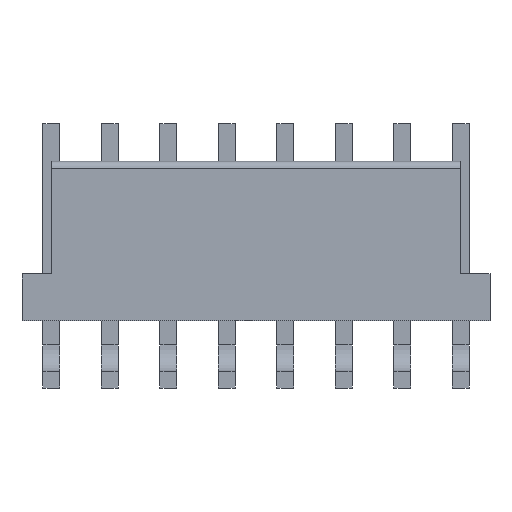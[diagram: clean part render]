
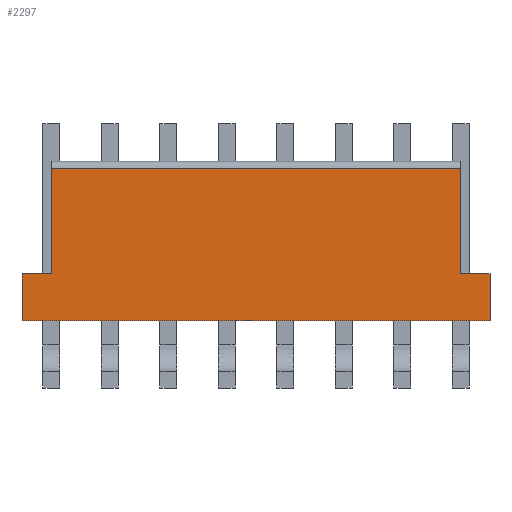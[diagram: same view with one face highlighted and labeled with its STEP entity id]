
A CAD part, front view. The second image highlights one B-rep face of the part: STEP entity #2297.
In plain terms, the highlighted planar face has unit normal (0, -1, 0).
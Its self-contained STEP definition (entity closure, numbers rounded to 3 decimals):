
#97=DIRECTION('',(0.,0.,-1.));
#98=VECTOR('',#97,3.175);
#99=CARTESIAN_POINT('',(-15.85,-4.585,0.));
#100=LINE('',#99,#98);
#297=DIRECTION('',(1.,0.,0.));
#298=VECTOR('',#297,31.699);
#299=CARTESIAN_POINT('',(-15.85,-4.585,-3.175));
#300=LINE('',#299,#298);
#301=DIRECTION('',(1.,0.,0.));
#302=VECTOR('',#301,1.981);
#303=CARTESIAN_POINT('',(-15.85,-4.585,0.));
#304=LINE('',#303,#302);
#305=DIRECTION('',(0.,0.,-1.));
#306=VECTOR('',#305,7.112);
#307=CARTESIAN_POINT('',(-13.868,-4.585,7.112));
#308=LINE('',#307,#306);
#309=DIRECTION('',(1.,0.,0.));
#310=VECTOR('',#309,27.737);
#311=CARTESIAN_POINT('',(-13.868,-4.585,7.112));
#312=LINE('',#311,#310);
#313=DIRECTION('',(0.,0.,-1.));
#314=VECTOR('',#313,7.112);
#315=CARTESIAN_POINT('',(13.868,-4.585,7.112));
#316=LINE('',#315,#314);
#317=DIRECTION('',(1.,0.,0.));
#318=VECTOR('',#317,1.981);
#319=CARTESIAN_POINT('',(13.868,-4.585,0.));
#320=LINE('',#319,#318);
#623=DIRECTION('',(0.,0.,-1.));
#624=VECTOR('',#623,3.175);
#625=CARTESIAN_POINT('',(15.85,-4.585,0.));
#626=LINE('',#625,#624);
#1596=CARTESIAN_POINT('',(-15.85,-4.585,-3.175));
#1598=VERTEX_POINT('',#1596);
#1604=CARTESIAN_POINT('',(15.85,-4.585,-3.175));
#1606=VERTEX_POINT('',#1604);
#1613=CARTESIAN_POINT('',(-13.868,-4.585,7.112));
#1615=VERTEX_POINT('',#1613);
#1617=CARTESIAN_POINT('',(13.868,-4.585,7.112));
#1619=VERTEX_POINT('',#1617);
#1620=CARTESIAN_POINT('',(-15.85,-4.585,0.));
#1621=VERTEX_POINT('',#1620);
#1622=CARTESIAN_POINT('',(15.85,-4.585,0.));
#1623=VERTEX_POINT('',#1622);
#1625=CARTESIAN_POINT('',(-13.868,-4.585,0.));
#1627=VERTEX_POINT('',#1625);
#1628=CARTESIAN_POINT('',(13.868,-4.585,0.));
#1630=VERTEX_POINT('',#1628);
#2276=CARTESIAN_POINT('',(-15.85,-4.585,7.112));
#2277=DIRECTION('',(0.,-1.,0.));
#2278=DIRECTION('',(0.,0.,-1.));
#2279=AXIS2_PLACEMENT_3D('',#2276,#2277,#2278);
#2280=PLANE('',#2279);
#2281=ORIENTED_EDGE('',*,*,#2093,.F.);
#2283=ORIENTED_EDGE('',*,*,#2282,.T.);
#2285=ORIENTED_EDGE('',*,*,#2284,.F.);
#2287=ORIENTED_EDGE('',*,*,#2286,.T.);
#2289=ORIENTED_EDGE('',*,*,#2288,.T.);
#2291=ORIENTED_EDGE('',*,*,#2290,.T.);
#2293=ORIENTED_EDGE('',*,*,#2292,.T.);
#2294=ORIENTED_EDGE('',*,*,#2268,.F.);
#2295=EDGE_LOOP('',(#2281,#2283,#2285,#2287,#2289,#2291,#2293,#2294));
#2296=FACE_OUTER_BOUND('',#2295,.F.);
#2297=ADVANCED_FACE('',(#2296),#2280,.T.);
#2093=EDGE_CURVE('',#1621,#1598,#100,.T.);
#2268=EDGE_CURVE('',#1598,#1606,#300,.T.);
#2282=EDGE_CURVE('',#1621,#1627,#304,.T.);
#2284=EDGE_CURVE('',#1615,#1627,#308,.T.);
#2286=EDGE_CURVE('',#1615,#1619,#312,.T.);
#2288=EDGE_CURVE('',#1619,#1630,#316,.T.);
#2290=EDGE_CURVE('',#1630,#1623,#320,.T.);
#2292=EDGE_CURVE('',#1623,#1606,#626,.T.);
